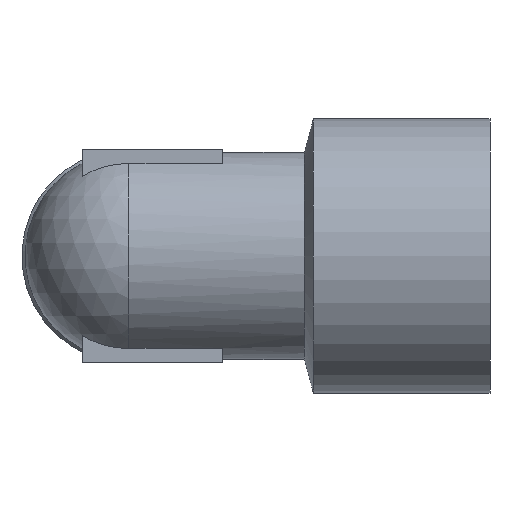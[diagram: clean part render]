
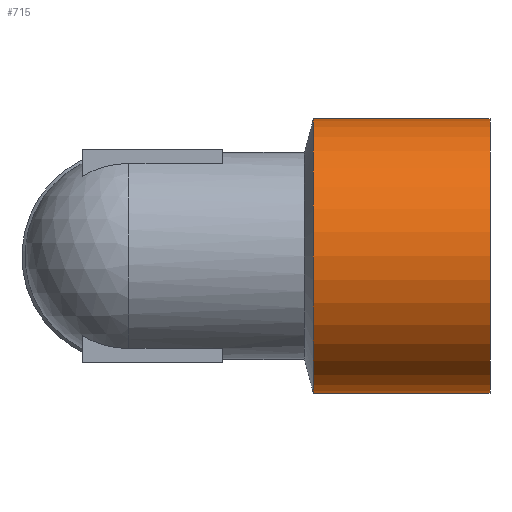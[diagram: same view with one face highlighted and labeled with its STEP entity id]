
A CAD part, left-side view. The second image highlights one B-rep face of the part: STEP entity #715.
In plain terms, the highlighted cylindrical face has radius 10.25 mm (diameter 20.5 mm), a full revolution.
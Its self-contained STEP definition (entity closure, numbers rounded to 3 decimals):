
#161=CYLINDRICAL_SURFACE('',#769,10.25);
#169=FACE_BOUND('',#238,.T.);
#186=FACE_OUTER_BOUND('',#237,.T.);
#237=EDGE_LOOP('',(#505));
#238=EDGE_LOOP('',(#506));
#304=CIRCLE('',#770,10.25);
#305=CIRCLE('',#771,10.25);
#338=VERTEX_POINT('',#1078);
#339=VERTEX_POINT('',#1080);
#406=EDGE_CURVE('',#338,#338,#304,.T.);
#407=EDGE_CURVE('',#339,#339,#305,.T.);
#505=ORIENTED_EDGE('',*,*,#406,.T.);
#506=ORIENTED_EDGE('',*,*,#407,.T.);
#715=ADVANCED_FACE('',(#186,#169),#161,.T.);
#769=AXIS2_PLACEMENT_3D('',#1077,#859,#860);
#770=AXIS2_PLACEMENT_3D('',#1079,#861,#862);
#771=AXIS2_PLACEMENT_3D('',#1081,#863,#864);
#859=DIRECTION('center_axis',(0.,1.,0.));
#860=DIRECTION('ref_axis',(0.,0.,1.));
#861=DIRECTION('center_axis',(0.,1.,0.));
#862=DIRECTION('ref_axis',(0.,0.,1.));
#863=DIRECTION('center_axis',(0.,-1.,0.));
#864=DIRECTION('ref_axis',(0.,0.,-1.));
#1077=CARTESIAN_POINT('Origin',(0.,22.458,0.));
#1078=CARTESIAN_POINT('',(0.,4.,10.25));
#1079=CARTESIAN_POINT('Origin',(0.,4.,0.));
#1080=CARTESIAN_POINT('',(0.,17.201,10.25));
#1081=CARTESIAN_POINT('Origin',(0.,17.201,0.));
